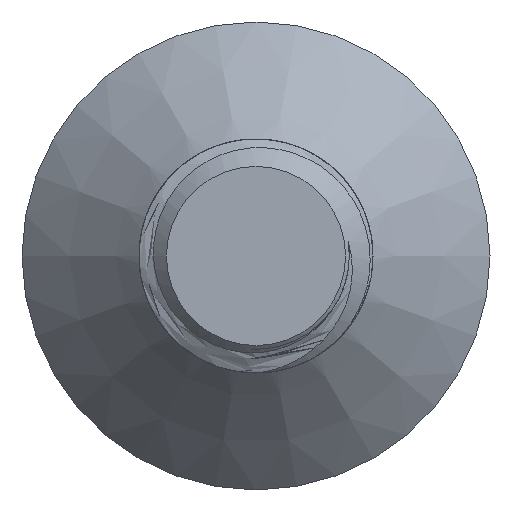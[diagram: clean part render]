
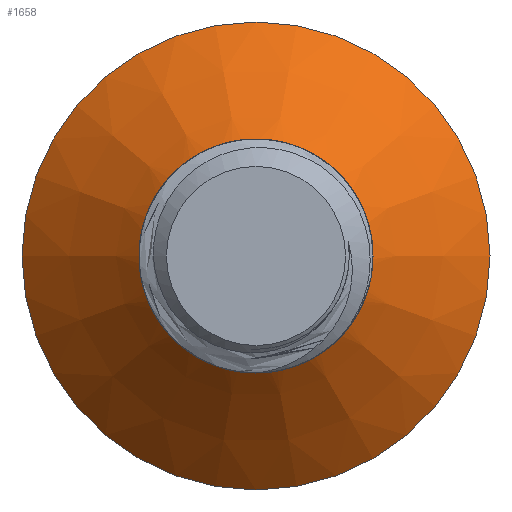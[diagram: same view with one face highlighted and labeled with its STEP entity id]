
A CAD part, left-side view. The second image highlights one B-rep face of the part: STEP entity #1658.
In plain terms, the highlighted conical face has half-angle 45 degrees and reference radius 4 mm.
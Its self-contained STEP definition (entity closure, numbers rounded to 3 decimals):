
#38=CONICAL_SURFACE('',#1769,4.,0.785);
#117=FACE_OUTER_BOUND('',#210,.T.);
#210=EDGE_LOOP('',(#1283,#1284,#1285,#1286,#1287,#1288,#1289,#1290));
#232=CIRCLE('',#1695,4.);
#235=CIRCLE('',#1770,8.);
#236=CIRCLE('',#1771,3.188);
#388=B_SPLINE_CURVE_WITH_KNOTS('',3,(#7492,#7493,#7494,#7495,#7496,#7497,
#7498,#7499,#7500,#7501,#7502,#7503,#7504,#7505,#7506,#7507),
 .UNSPECIFIED.,.F.,.F.,(4,2,2,2,2,2,2,4),(2.387,2.532,
2.946,3.412,3.91,4.467,4.871,
5.278),.UNSPECIFIED.);
#389=B_SPLINE_CURVE_WITH_KNOTS('',3,(#7509,#7510,#7511,#7512,#7513,#7514,
#7515,#7516,#7517,#7518,#7519,#7520,#7521,#7522),.UNSPECIFIED.,.F.,.F.,
(4,2,2,2,2,2,4),(0.,0.087,0.172,0.284,
0.371,0.45,0.56),.UNSPECIFIED.);
#390=B_SPLINE_CURVE_WITH_KNOTS('',3,(#7525,#7526,#7527,#7528,#7529,#7530,
#7531,#7532,#7533,#7534,#7535,#7536,#7537,#7538,#7539,#7540,#7541,#7542,
#7543,#7544,#7545,#7546,#7547,#7548,#7549,#7550),.UNSPECIFIED.,.F.,.F.,
(4,2,2,2,2,2,2,2,2,2,2,2,4),(0.,0.069,0.141,
0.269,0.417,0.583,0.776,
0.989,1.235,1.505,1.813,2.15,
2.387),.UNSPECIFIED.);
#469=LINE('',#7491,#555);
#555=VECTOR('',#2028,4.);
#572=VERTEX_POINT('',#2105);
#573=VERTEX_POINT('',#2142);
#719=VERTEX_POINT('',#7488);
#720=VERTEX_POINT('',#7490);
#721=VERTEX_POINT('',#7508);
#722=VERTEX_POINT('',#7523);
#740=EDGE_CURVE('',#573,#572,#232,.T.);
#956=EDGE_CURVE('',#719,#719,#235,.T.);
#957=EDGE_CURVE('',#719,#720,#469,.T.);
#958=EDGE_CURVE('',#720,#573,#388,.T.);
#959=EDGE_CURVE('',#572,#721,#389,.T.);
#960=EDGE_CURVE('',#721,#722,#236,.T.);
#961=EDGE_CURVE('',#722,#720,#390,.T.);
#1283=ORIENTED_EDGE('',*,*,#956,.F.);
#1284=ORIENTED_EDGE('',*,*,#957,.T.);
#1285=ORIENTED_EDGE('',*,*,#958,.T.);
#1286=ORIENTED_EDGE('',*,*,#740,.T.);
#1287=ORIENTED_EDGE('',*,*,#959,.T.);
#1288=ORIENTED_EDGE('',*,*,#960,.T.);
#1289=ORIENTED_EDGE('',*,*,#961,.T.);
#1290=ORIENTED_EDGE('',*,*,#957,.F.);
#1658=ADVANCED_FACE('',(#117),#38,.T.);
#1695=AXIS2_PLACEMENT_3D('',#2143,#1806,#1807);
#1769=AXIS2_PLACEMENT_3D('',#7487,#2024,#2025);
#1770=AXIS2_PLACEMENT_3D('',#7489,#2026,#2027);
#1771=AXIS2_PLACEMENT_3D('',#7524,#2029,#2030);
#1806=DIRECTION('center_axis',(0.,0.,1.));
#1807=DIRECTION('ref_axis',(0.,-1.,0.));
#2024=DIRECTION('center_axis',(0.,0.,1.));
#2025=DIRECTION('ref_axis',(0.,-1.,0.));
#2026=DIRECTION('center_axis',(0.,0.,1.));
#2027=DIRECTION('ref_axis',(0.,-1.,0.));
#2028=DIRECTION('',(0.,-0.707,-0.707));
#2029=DIRECTION('center_axis',(0.,0.,1.));
#2030=DIRECTION('ref_axis',(1.,0.,0.));
#2105=CARTESIAN_POINT('',(-0.516,-3.967,-4.4));
#2142=CARTESIAN_POINT('',(-3.17,-2.44,-4.4));
#2143=CARTESIAN_POINT('Origin',(0.,0.,-4.4));
#7487=CARTESIAN_POINT('Origin',(0.,0.,-4.4));
#7488=CARTESIAN_POINT('',(0.,8.,-0.4));
#7489=CARTESIAN_POINT('Origin',(0.,0.,-0.4));
#7490=CARTESIAN_POINT('',(0.,3.719,-4.681));
#7491=CARTESIAN_POINT('',(0.,4.,-4.4));
#7492=CARTESIAN_POINT('Ctrl Pts',(0.,3.719,
-4.681));
#7493=CARTESIAN_POINT('Ctrl Pts',(-0.182,3.725,-4.675));
#7494=CARTESIAN_POINT('Ctrl Pts',(-0.358,3.717,-4.67));
#7495=CARTESIAN_POINT('Ctrl Pts',(-1.007,3.647,-4.648));
#7496=CARTESIAN_POINT('Ctrl Pts',(-1.471,3.503,-4.631));
#7497=CARTESIAN_POINT('Ctrl Pts',(-2.376,3.019,-4.596));
#7498=CARTESIAN_POINT('Ctrl Pts',(-2.758,2.682,-4.581));
#7499=CARTESIAN_POINT('Ctrl Pts',(-3.362,1.94,-4.55));
#7500=CARTESIAN_POINT('Ctrl Pts',(-3.598,1.501,-4.533));
#7501=CARTESIAN_POINT('Ctrl Pts',(-3.908,0.501,-4.498));
#7502=CARTESIAN_POINT('Ctrl Pts',(-3.946,-0.019,
-4.483));
#7503=CARTESIAN_POINT('Ctrl Pts',(-3.868,-0.845,-4.457));
#7504=CARTESIAN_POINT('Ctrl Pts',(-3.789,-1.187,-4.445));
#7505=CARTESIAN_POINT('Ctrl Pts',(-3.543,-1.843,-4.422));
#7506=CARTESIAN_POINT('Ctrl Pts',(-3.376,-2.154,-4.411));
#7507=CARTESIAN_POINT('Ctrl Pts',(-3.17,-2.44,-4.4));
#7508=CARTESIAN_POINT('',(-3.062,0.888,-5.212));
#7509=CARTESIAN_POINT('Ctrl Pts',(-0.516,-3.967,
-4.4));
#7510=CARTESIAN_POINT('Ctrl Pts',(-0.797,-3.896,
-4.434));
#7511=CARTESIAN_POINT('Ctrl Pts',(-1.069,-3.795,-4.468));
#7512=CARTESIAN_POINT('Ctrl Pts',(-1.575,-3.537,-4.538));
#7513=CARTESIAN_POINT('Ctrl Pts',(-1.809,-3.384,-4.573));
#7514=CARTESIAN_POINT('Ctrl Pts',(-2.312,-2.971,-4.654));
#7515=CARTESIAN_POINT('Ctrl Pts',(-2.661,-2.616,-4.711));
#7516=CARTESIAN_POINT('Ctrl Pts',(-3.139,-1.735,-4.84));
#7517=CARTESIAN_POINT('Ctrl Pts',(-3.273,-1.315,-4.9));
#7518=CARTESIAN_POINT('Ctrl Pts',(-3.373,-0.488,
-5.014));
#7519=CARTESIAN_POINT('Ctrl Pts',(-3.345,-0.168,-5.057));
#7520=CARTESIAN_POINT('Ctrl Pts',(-3.271,0.335,-5.126));
#7521=CARTESIAN_POINT('Ctrl Pts',(-3.186,0.62,-5.168));
#7522=CARTESIAN_POINT('Ctrl Pts',(-3.062,0.888,-5.212));
#7523=CARTESIAN_POINT('',(-2.793,-1.537,-5.212));
#7524=CARTESIAN_POINT('Origin',(0.,0.,-5.212));
#7525=CARTESIAN_POINT('Ctrl Pts',(-2.793,-1.537,-5.212));
#7526=CARTESIAN_POINT('Ctrl Pts',(-2.69,-1.743,-5.203));
#7527=CARTESIAN_POINT('Ctrl Pts',(-2.565,-1.938,-5.193));
#7528=CARTESIAN_POINT('Ctrl Pts',(-2.269,-2.304,-5.176));
#7529=CARTESIAN_POINT('Ctrl Pts',(-2.096,-2.473,-5.167));
#7530=CARTESIAN_POINT('Ctrl Pts',(-1.578,-2.882,-5.141));
#7531=CARTESIAN_POINT('Ctrl Pts',(-1.2,-3.077,-5.124));
#7532=CARTESIAN_POINT('Ctrl Pts',(-0.322,-3.332,
-5.089));
#7533=CARTESIAN_POINT('Ctrl Pts',(0.128,-3.347,-5.073));
#7534=CARTESIAN_POINT('Ctrl Pts',(0.946,-3.251,-5.042));
#7535=CARTESIAN_POINT('Ctrl Pts',(1.364,-3.117,-5.025));
#7536=CARTESIAN_POINT('Ctrl Pts',(2.187,-2.665,-4.99));
#7537=CARTESIAN_POINT('Ctrl Pts',(2.526,-2.349,-4.974));
#7538=CARTESIAN_POINT('Ctrl Pts',(3.053,-1.681,-4.943));
#7539=CARTESIAN_POINT('Ctrl Pts',(3.26,-1.28,-4.926));
#7540=CARTESIAN_POINT('Ctrl Pts',(3.529,-0.355,-4.891));
#7541=CARTESIAN_POINT('Ctrl Pts',(3.547,0.12,-4.876));
#7542=CARTESIAN_POINT('Ctrl Pts',(3.445,0.994,-4.844));
#7543=CARTESIAN_POINT('Ctrl Pts',(3.303,1.437,-4.828));
#7544=CARTESIAN_POINT('Ctrl Pts',(2.829,2.299,-4.792));
#7545=CARTESIAN_POINT('Ctrl Pts',(2.501,2.656,-4.777));
#7546=CARTESIAN_POINT('Ctrl Pts',(1.797,3.216,-4.746));
#7547=CARTESIAN_POINT('Ctrl Pts',(1.376,3.435,-4.729));
#7548=CARTESIAN_POINT('Ctrl Pts',(0.608,3.663,-4.701));
#7549=CARTESIAN_POINT('Ctrl Pts',(0.296,3.709,-4.691));
#7550=CARTESIAN_POINT('Ctrl Pts',(0.,3.719,
-4.681));
